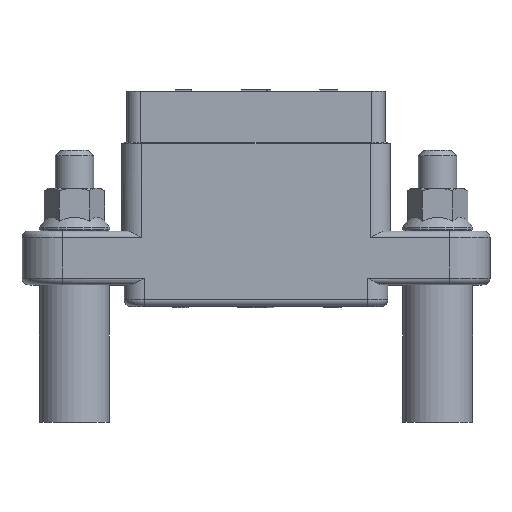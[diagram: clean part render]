
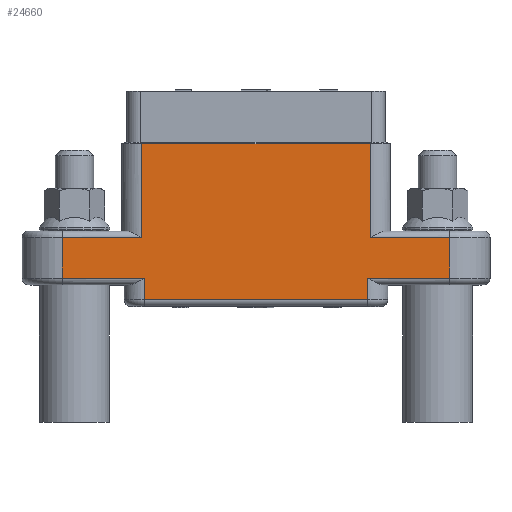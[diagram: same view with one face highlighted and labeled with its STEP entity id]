
A CAD part, top view. The second image highlights one B-rep face of the part: STEP entity #24660.
In plain terms, the highlighted planar face has unit normal (0, 0, 1).
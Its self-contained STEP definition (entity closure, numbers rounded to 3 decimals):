
#200=DIRECTION('',(-1.,0.,0.));
#201=VECTOR('',#200,6.1);
#202=CARTESIAN_POINT('',(-8.3,0.5,5.15));
#203=LINE('',#202,#201);
#321=DIRECTION('',(1.,0.,0.));
#322=VECTOR('',#321,5.9);
#323=CARTESIAN_POINT('',(-14.4,3.5,5.15));
#324=LINE('',#323,#322);
#347=DIRECTION('',(0.,-1.,0.));
#348=VECTOR('',#347,7.);
#349=CARTESIAN_POINT('',(-8.5,10.5,5.15));
#350=LINE('',#349,#348);
#383=DIRECTION('',(1.,0.,0.));
#384=VECTOR('',#383,17.);
#385=CARTESIAN_POINT('',(-8.5,10.5,5.15));
#386=LINE('',#385,#384);
#440=DIRECTION('',(0.,1.,0.));
#441=VECTOR('',#440,7.);
#442=CARTESIAN_POINT('',(8.5,3.5,5.15));
#443=LINE('',#442,#441);
#545=DIRECTION('',(-1.,0.,0.));
#546=VECTOR('',#545,6.1);
#547=CARTESIAN_POINT('',(14.4,0.5,5.15));
#548=LINE('',#547,#546);
#590=DIRECTION('',(0.,-1.,0.));
#591=VECTOR('',#590,3.);
#592=CARTESIAN_POINT('',(14.4,3.5,5.15));
#593=LINE('',#592,#591);
#639=DIRECTION('',(1.,0.,0.));
#640=VECTOR('',#639,5.9);
#641=CARTESIAN_POINT('',(8.5,3.5,5.15));
#642=LINE('',#641,#640);
#656=DIRECTION('',(0.,1.,0.));
#657=VECTOR('',#656,1.6);
#658=CARTESIAN_POINT('',(8.3,-1.1,5.15));
#659=LINE('',#658,#657);
#1503=DIRECTION('',(0.,-1.,0.));
#1504=VECTOR('',#1503,1.6);
#1505=CARTESIAN_POINT('',(-8.3,0.5,5.15));
#1506=LINE('',#1505,#1504);
#1515=DIRECTION('',(-1.,0.,0.));
#1516=VECTOR('',#1515,16.6);
#1517=CARTESIAN_POINT('',(8.3,-1.1,5.15));
#1518=LINE('',#1517,#1516);
#19303=DIRECTION('',(0.,-1.,0.));
#19304=VECTOR('',#19303,3.);
#19305=CARTESIAN_POINT('',(-14.4,3.5,5.15));
#19306=LINE('',#19305,#19304);
#19872=CARTESIAN_POINT('',(8.5,10.5,5.15));
#19874=VERTEX_POINT('',#19872);
#19888=CARTESIAN_POINT('',(-8.5,10.5,5.15));
#19889=VERTEX_POINT('',#19888);
#20192=CARTESIAN_POINT('',(-14.4,3.5,5.15));
#20193=CARTESIAN_POINT('',(-8.5,3.5,5.15));
#20194=VERTEX_POINT('',#20192);
#20195=VERTEX_POINT('',#20193);
#20234=CARTESIAN_POINT('',(14.4,3.5,5.15));
#20235=VERTEX_POINT('',#20234);
#20238=CARTESIAN_POINT('',(8.5,3.5,5.15));
#20239=VERTEX_POINT('',#20238);
#20240=CARTESIAN_POINT('',(14.4,0.5,5.15));
#20241=CARTESIAN_POINT('',(8.3,0.5,5.15));
#20242=VERTEX_POINT('',#20240);
#20243=VERTEX_POINT('',#20241);
#20282=CARTESIAN_POINT('',(-14.4,0.5,5.15));
#20283=VERTEX_POINT('',#20282);
#20284=CARTESIAN_POINT('',(-8.3,0.5,5.15));
#20285=VERTEX_POINT('',#20284);
#20300=CARTESIAN_POINT('',(8.3,-1.1,5.15));
#20301=VERTEX_POINT('',#20300);
#20304=CARTESIAN_POINT('',(-8.3,-1.1,5.15));
#20305=VERTEX_POINT('',#20304);
#24631=CARTESIAN_POINT('',(-17.4,0.,5.15));
#24632=DIRECTION('',(0.,0.,1.));
#24633=DIRECTION('',(1.,0.,0.));
#24634=AXIS2_PLACEMENT_3D('',#24631,#24632,#24633);
#24635=PLANE('',#24634);
#24636=ORIENTED_EDGE('',*,*,#24621,.T.);
#24638=ORIENTED_EDGE('',*,*,#24637,.F.);
#24640=ORIENTED_EDGE('',*,*,#24639,.T.);
#24642=ORIENTED_EDGE('',*,*,#24641,.F.);
#24644=ORIENTED_EDGE('',*,*,#24643,.T.);
#24646=ORIENTED_EDGE('',*,*,#24645,.T.);
#24648=ORIENTED_EDGE('',*,*,#24647,.T.);
#24650=ORIENTED_EDGE('',*,*,#24649,.F.);
#24652=ORIENTED_EDGE('',*,*,#24651,.T.);
#24654=ORIENTED_EDGE('',*,*,#24653,.F.);
#24655=ORIENTED_EDGE('',*,*,#24478,.T.);
#24657=ORIENTED_EDGE('',*,*,#24656,.F.);
#24658=EDGE_LOOP('',(#24636,#24638,#24640,#24642,#24644,#24646,#24648,#24650,
#24652,#24654,#24655,#24657));
#24659=FACE_OUTER_BOUND('',#24658,.F.);
#24660=ADVANCED_FACE('',(#24659),#24635,.T.);
#24478=EDGE_CURVE('',#20285,#20283,#203,.T.);
#24621=EDGE_CURVE('',#20194,#20195,#324,.T.);
#24637=EDGE_CURVE('',#19889,#20195,#350,.T.);
#24639=EDGE_CURVE('',#19889,#19874,#386,.T.);
#24641=EDGE_CURVE('',#20239,#19874,#443,.T.);
#24643=EDGE_CURVE('',#20239,#20235,#642,.T.);
#24645=EDGE_CURVE('',#20235,#20242,#593,.T.);
#24647=EDGE_CURVE('',#20242,#20243,#548,.T.);
#24649=EDGE_CURVE('',#20301,#20243,#659,.T.);
#24651=EDGE_CURVE('',#20301,#20305,#1518,.T.);
#24653=EDGE_CURVE('',#20285,#20305,#1506,.T.);
#24656=EDGE_CURVE('',#20194,#20283,#19306,.T.);
